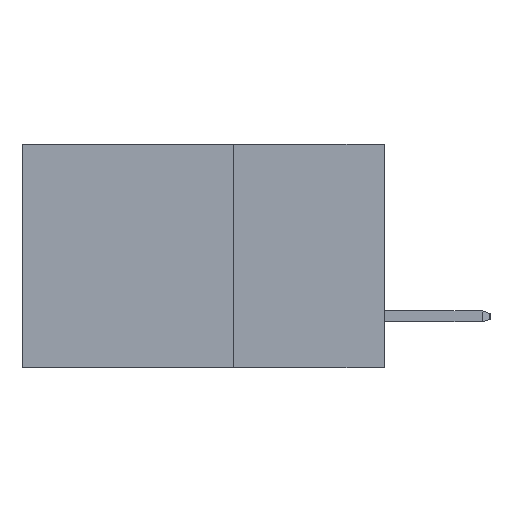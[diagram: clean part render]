
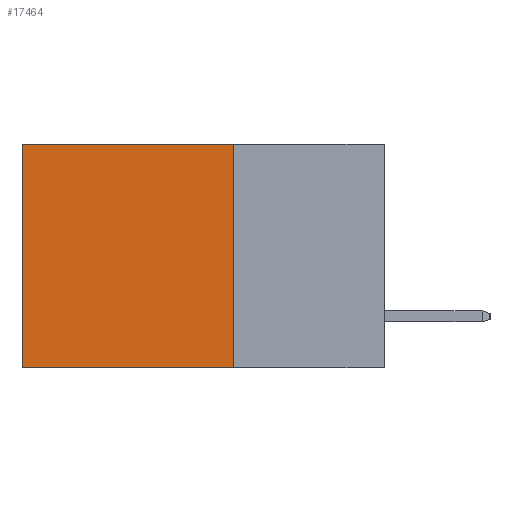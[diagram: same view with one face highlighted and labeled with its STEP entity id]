
A CAD part, left-side view. The second image highlights one B-rep face of the part: STEP entity #17464.
In plain terms, the highlighted planar face has unit normal (-1, 0, 0).
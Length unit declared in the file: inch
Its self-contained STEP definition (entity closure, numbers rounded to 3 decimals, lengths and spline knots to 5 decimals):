
#2328 = LINE ( 'NONE', #22602, #12812 ) ;
#3290 = CARTESIAN_POINT ( 'NONE',  ( 0.298, 0.6, -0.37 ) ) ;
#3440 = CARTESIAN_POINT ( 'NONE',  ( 0.298, 0.25, 0. ) ) ;
#3813 = VECTOR ( 'NONE', #11619, 39.37008 ) ;
#3924 = ORIENTED_EDGE ( 'NONE', *, *, #16131, .F. ) ;
#4094 = CARTESIAN_POINT ( 'NONE',  ( 0.298, 0.25, 0. ) ) ;
#4533 = EDGE_CURVE ( 'NONE', #10699, #23875, #13945, .T. ) ;
#6632 = EDGE_LOOP ( 'NONE', ( #15356, #22500, #3924, #9117 ) ) ;
#7207 = CARTESIAN_POINT ( 'NONE',  ( 0.298, 0.25, -0.37 ) ) ;
#7654 = DIRECTION ( 'NONE',  ( 0., 1., 0. ) ) ;
#7912 = PLANE ( 'NONE',  #27367 ) ;
#8014 = DIRECTION ( 'NONE',  ( 1., 0., 0. ) ) ;
#9117 = ORIENTED_EDGE ( 'NONE', *, *, #22505, .T. ) ;
#9350 = EDGE_CURVE ( 'NONE', #21143, #23875, #9777, .T. ) ;
#9777 = LINE ( 'NONE', #7207, #3813 ) ;
#9843 = CARTESIAN_POINT ( 'NONE',  ( 0.298, 0.6, 0. ) ) ;
#10699 = VERTEX_POINT ( 'NONE', #9843 ) ;
#11104 = VERTEX_POINT ( 'NONE', #4094 ) ;
#11619 = DIRECTION ( 'NONE',  ( 0., 1., 0. ) ) ;
#12812 = VECTOR ( 'NONE', #7654, 39.37008 ) ;
#13267 = VECTOR ( 'NONE', #27588, 39.37008 ) ;
#13945 = LINE ( 'NONE', #25939, #13267 ) ;
#14992 = VECTOR ( 'NONE', #20943, 39.37008 ) ;
#15356 = ORIENTED_EDGE ( 'NONE', *, *, #4533, .T. ) ;
#16131 = EDGE_CURVE ( 'NONE', #11104, #21143, #20649, .T. ) ;
#17464 = ADVANCED_FACE ( 'NONE', ( #24284 ), #7912, .F. ) ;
#18809 = CARTESIAN_POINT ( 'NONE',  ( 0.298, 0.25, 0. ) ) ;
#20649 = LINE ( 'NONE', #18809, #14992 ) ;
#20943 = DIRECTION ( 'NONE',  ( 0., 0., -1. ) ) ;
#21143 = VERTEX_POINT ( 'NONE', #26393 ) ;
#22500 = ORIENTED_EDGE ( 'NONE', *, *, #9350, .F. ) ;
#22505 = EDGE_CURVE ( 'NONE', #11104, #10699, #2328, .T. ) ;
#22602 = CARTESIAN_POINT ( 'NONE',  ( 0.298, 0.25, 0. ) ) ;
#23017 = DIRECTION ( 'NONE',  ( 0., 0., -1. ) ) ;
#23875 = VERTEX_POINT ( 'NONE', #3290 ) ;
#24284 = FACE_OUTER_BOUND ( 'NONE', #6632, .T. ) ;
#25939 = CARTESIAN_POINT ( 'NONE',  ( 0.298, 0.6, 0. ) ) ;
#26393 = CARTESIAN_POINT ( 'NONE',  ( 0.298, 0.25, -0.37 ) ) ;
#27367 = AXIS2_PLACEMENT_3D ( 'NONE', #3440, #8014, #23017 ) ;
#27588 = DIRECTION ( 'NONE',  ( 0., 0., -1. ) ) ;
